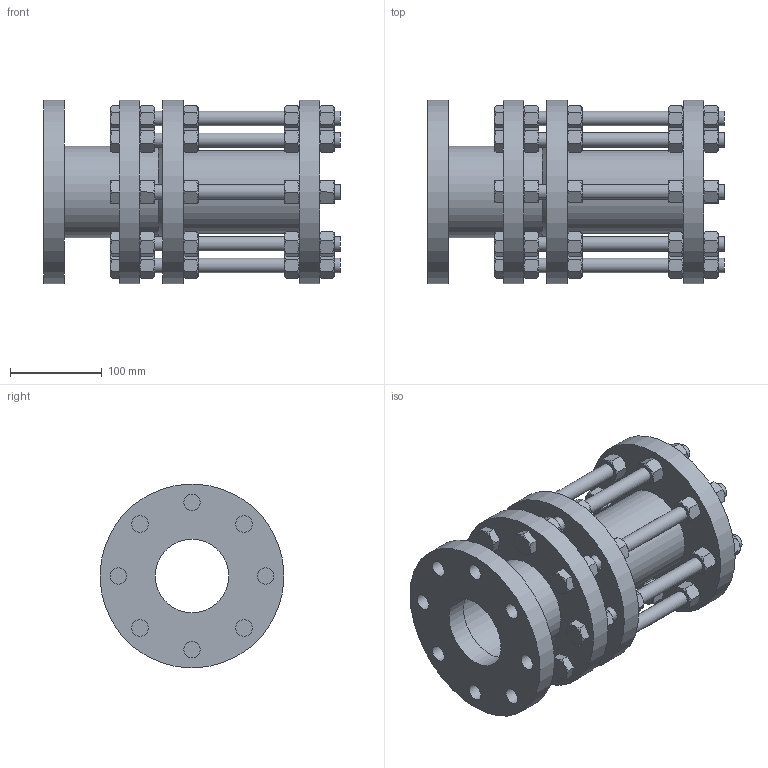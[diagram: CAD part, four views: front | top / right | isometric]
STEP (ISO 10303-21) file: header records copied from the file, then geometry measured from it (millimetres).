
FILE_DESCRIPTION(/* description */ (''),/* implementation_level */ '2;1');
FILE_NAME(/* name */ 'MONTERINGSBOX VM 3186 - 80 DN.stp',/* time_stamp */ '2020-02-26T14:37:36+05:00',/* author */ ('rahul_marsute'),/* organization */ (''),/* preprocessor_version */ 'ST-DEVELOPER v18',/* originating_system */ 'Autodesk Inventor 2020',/* authorisation */ '');
FILE_SCHEMA (('AUTOMOTIVE_DESIGN { 1 0 10303 214 3 1 1 }'));
Length unit declared in the file: millimetre
Products named in the file (1): MONTERINGSBOX VM 3188 - 80 DN
Bounding box: 322.62 x 200 x 200 mm (x, y, z)
Volume: 3079623 mm3; surface area: 546663.4 mm2
Topology: 1 solids, 17 shells, 493 faces, 1205 edges, 810 vertices
Faces by surface type: plane 338, cylinder 82, cone 73
Full cylindrical faces by diameter (mm): 16 x40, 18 x32, 80 x2, 90 x2, 100 x2, 200 x4
Entity records: 14270 total; most frequent: CARTESIAN_POINT 3373, ORIENTED_EDGE 2410, DIRECTION 2091, EDGE_CURVE 1205, AXIS2_PLACEMENT_3D 824, VERTEX_POINT 810, EDGE_LOOP 639, FACE_OUTER_BOUND 493
